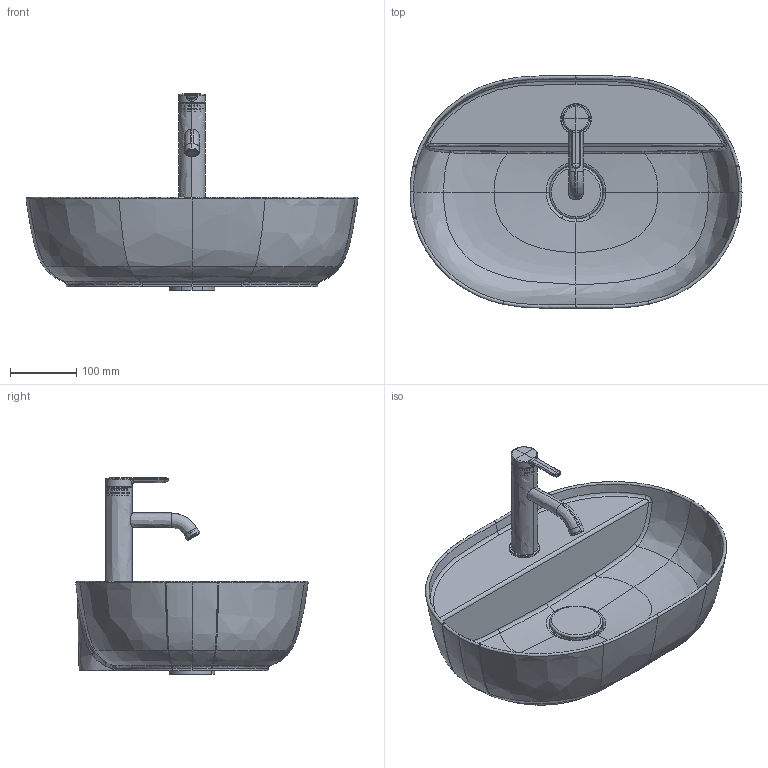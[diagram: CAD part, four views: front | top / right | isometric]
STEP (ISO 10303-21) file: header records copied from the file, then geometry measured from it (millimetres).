
FILE_DESCRIPTION(/* description */ (''),/* implementation_level */ '2;1');
FILE_NAME(/* name */ 'a',/* time_stamp */ '2021-02-15T08:01:09+01:00',/* author */ (''),/* organization */ (''),/* preprocessor_version */ 'ST-DEVELOPER v15',/* originating_system */ '',/* authorisation */ '');
FILE_SCHEMA (('AUTOMOTIVE_DESIGN'));
Length unit declared in the file: millimetre
Products named in the file (1): Document
Bounding box: 500.1 x 350.1 x 295.79 mm (x, y, z)
Volume: 6134017.1 mm3; surface area: 625413.6 mm2
Topology: 8 solids, 15 shells, 835 faces, 1958 edges, 1134 vertices
Faces by surface type: bspline 695, plane 140
Entity records: 79313 total; most frequent: CARTESIAN_POINT 68046, ORIENTED_EDGE 3800, EDGE_CURVE 1926, VERTEX_POINT 1134, B_SPLINE_CURVE_WITH_KNOTS 1098, EDGE_LOOP 879, ADVANCED_FACE 835, FACE_OUTER_BOUND 835
